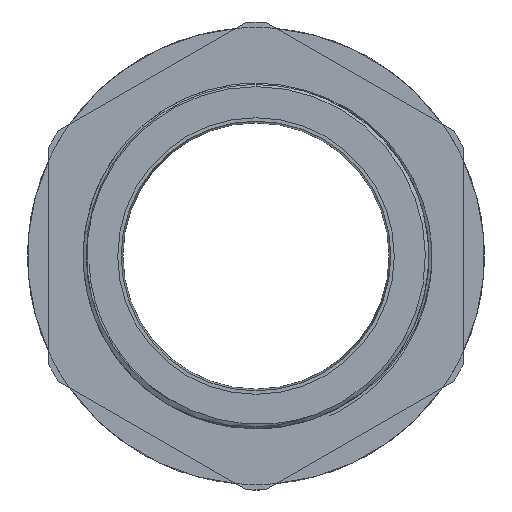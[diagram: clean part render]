
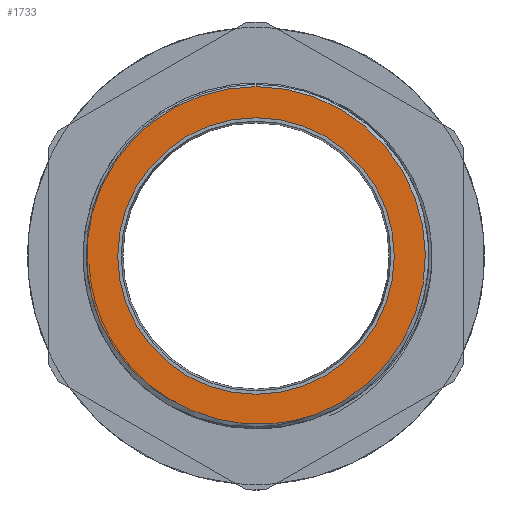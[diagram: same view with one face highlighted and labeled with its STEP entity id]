
A CAD part, front view. The second image highlights one B-rep face of the part: STEP entity #1733.
In plain terms, the highlighted planar face has unit normal (0, -1, 0).
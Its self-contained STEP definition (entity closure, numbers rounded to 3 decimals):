
#29 = CARTESIAN_POINT ( 'NONE',  ( 5.714, -18., -23.82 ) ) ;
#235 = CARTESIAN_POINT ( 'NONE',  ( 0., -18., 20. ) ) ;
#239 = ORIENTED_EDGE ( 'NONE', *, *, #6573, .T. ) ;
#395 = CIRCLE ( 'NONE', #9458, 24.5 ) ;
#447 = CARTESIAN_POINT ( 'NONE',  ( 0., -18., 0. ) ) ;
#714 = CARTESIAN_POINT ( 'NONE',  ( 0., -18., 0. ) ) ;
#739 = CARTESIAN_POINT ( 'NONE',  ( -14.179, -18., -19.723 ) ) ;
#759 = ORIENTED_EDGE ( 'NONE', *, *, #11292, .T. ) ;
#1109 = CARTESIAN_POINT ( 'NONE',  ( 0., -18., 0. ) ) ;
#1157 = CARTESIAN_POINT ( 'NONE',  ( 8.684, -18., -22.909 ) ) ;
#1551 = DIRECTION ( 'NONE',  ( 0., 0., 1. ) ) ;
#1687 = ORIENTED_EDGE ( 'NONE', *, *, #5626, .F. ) ;
#1733 = ADVANCED_FACE ( 'NONE', ( #9144, #3080 ), #12097, .F. ) ;
#1824 = DIRECTION ( 'NONE',  ( 0., 0., -1. ) ) ;
#1848 = CARTESIAN_POINT ( 'NONE',  ( -10.863, -18., -21.695 ) ) ;
#2048 = EDGE_LOOP ( 'NONE', ( #1687, #8551 ) ) ;
#2122 = VERTEX_POINT ( 'NONE', #10802 ) ;
#2192 = DIRECTION ( 'NONE',  ( 0., 0., -1. ) ) ;
#2751 = CARTESIAN_POINT ( 'NONE',  ( 8.684, -18., -22.909 ) ) ;
#2881 = CARTESIAN_POINT ( 'NONE',  ( -21.057, -18., -12.443 ) ) ;
#2898 = EDGE_LOOP ( 'NONE', ( #239, #6574, #11232, #759 ) ) ;
#3080 = FACE_OUTER_BOUND ( 'NONE', #2898, .T. ) ;
#3292 = CARTESIAN_POINT ( 'NONE',  ( -6.52, -18., -23.398 ) ) ;
#3617 = AXIS2_PLACEMENT_3D ( 'NONE', #714, #8314, #1824 ) ;
#3983 = CARTESIAN_POINT ( 'NONE',  ( -19.747, -18., -14.366 ) ) ;
#4394 = CARTESIAN_POINT ( 'NONE',  ( -3.485, -18., -24.054 ) ) ;
#4866 = CIRCLE ( 'NONE', #3617, 20. ) ;
#4974 = CARTESIAN_POINT ( 'NONE',  ( -22.486, -18., -9.727 ) ) ;
#5061 = CARTESIAN_POINT ( 'NONE',  ( -18.262, -18., -16.154 ) ) ;
#5459 = CARTESIAN_POINT ( 'NONE',  ( -1.186, -18., -24.315 ) ) ;
#5626 = EDGE_CURVE ( 'NONE', #7069, #8706, #6782, .T. ) ;
#5845 = CARTESIAN_POINT ( 'NONE',  ( 0., -18., 0. ) ) ;
#6160 = CARTESIAN_POINT ( 'NONE',  ( -16.61, -18., -17.796 ) ) ;
#6227 = VERTEX_POINT ( 'NONE', #10464 ) ;
#6476 = CARTESIAN_POINT ( 'NONE',  ( -9.42, -18., -22.275 ) ) ;
#6573 = EDGE_CURVE ( 'NONE', #2122, #6227, #6629, .T. ) ;
#6574 = ORIENTED_EDGE ( 'NONE', *, *, #7477, .T. ) ;
#6576 = CARTESIAN_POINT ( 'NONE',  ( 2.648, -18., -24.299 ) ) ;
#6629 = B_SPLINE_CURVE_WITH_KNOTS ( 'NONE', 3,
 ( #4974, #12265, #9320, #2881, #10335, #3983, #11315, #5061, #12357, #6160, #13376, #7271, #739, #8333, #1848, #9362 ),
 .UNSPECIFIED., .F., .F.,
 ( 4, 2, 2, 2, 2, 2, 2, 4 ),
 ( 0.03, 0.032, 0.035, 0.037, 0.039, 0.042, 0.044, 0.049 ),
 .UNSPECIFIED. ) ;
#6782 = CIRCLE ( 'NONE', #8213, 20. ) ;
#6956 = DIRECTION ( 'NONE',  ( 0., 0., 1. ) ) ;
#7069 = VERTEX_POINT ( 'NONE', #12159 ) ;
#7072 = B_SPLINE_CURVE_WITH_KNOTS ( 'NONE', 3,
 ( #6476, #13712, #3292, #10688, #4394, #11688, #5459, #12731, #6576, #29, #7652, #1157 ),
 .UNSPECIFIED., .F., .F.,
 ( 4, 2, 2, 2, 2, 4 ),
 ( 0., 0.005, 0.007, 0.009, 0.014, 0.019 ),
 .UNSPECIFIED. ) ;
#7271 = CARTESIAN_POINT ( 'NONE',  ( -14.812, -18., -19.269 ) ) ;
#7477 = EDGE_CURVE ( 'NONE', #6227, #11367, #7072, .T. ) ;
#7652 = CARTESIAN_POINT ( 'NONE',  ( 7.222, -18., -23.435 ) ) ;
#8052 = DIRECTION ( 'NONE',  ( 0., -1., 0. ) ) ;
#8213 = AXIS2_PLACEMENT_3D ( 'NONE', #1109, #8669, #2192 ) ;
#8244 = VERTEX_POINT ( 'NONE', #12672 ) ;
#8314 = DIRECTION ( 'NONE',  ( 0., -1., 0. ) ) ;
#8333 = CARTESIAN_POINT ( 'NONE',  ( -12.232, -18., -20.983 ) ) ;
#8551 = ORIENTED_EDGE ( 'NONE', *, *, #10039, .F. ) ;
#8669 = DIRECTION ( 'NONE',  ( 0., -1., 0. ) ) ;
#8706 = VERTEX_POINT ( 'NONE', #235 ) ;
#9144 = FACE_BOUND ( 'NONE', #2048, .T. ) ;
#9320 = CARTESIAN_POINT ( 'NONE',  ( -21.821, -18., -11.108 ) ) ;
#9362 = CARTESIAN_POINT ( 'NONE',  ( -9.42, -18., -22.275 ) ) ;
#9458 = AXIS2_PLACEMENT_3D ( 'NONE', #447, #8052, #1551 ) ;
#10039 = EDGE_CURVE ( 'NONE', #8706, #7069, #4866, .T. ) ;
#10335 = CARTESIAN_POINT ( 'NONE',  ( -20.642, -18., -13.096 ) ) ;
#10464 = CARTESIAN_POINT ( 'NONE',  ( -9.42, -18., -22.275 ) ) ;
#10688 = CARTESIAN_POINT ( 'NONE',  ( -4.253, -18., -23.917 ) ) ;
#10802 = CARTESIAN_POINT ( 'NONE',  ( -22.486, -18., -9.727 ) ) ;
#11232 = ORIENTED_EDGE ( 'NONE', *, *, #11791, .T. ) ;
#11292 = EDGE_CURVE ( 'NONE', #8244, #2122, #11852, .T. ) ;
#11315 = CARTESIAN_POINT ( 'NONE',  ( -19.27, -18., -14.977 ) ) ;
#11367 = VERTEX_POINT ( 'NONE', #2751 ) ;
#11688 = CARTESIAN_POINT ( 'NONE',  ( -1.952, -18., -24.252 ) ) ;
#11791 = EDGE_CURVE ( 'NONE', #11367, #8244, #395, .T. ) ;
#11852 = CIRCLE ( 'NONE', #11981, 24.5 ) ;
#11981 = AXIS2_PLACEMENT_3D ( 'NONE', #5845, #13082, #6956 ) ;
#12097 = PLANE ( 'NONE',  #12363 ) ;
#12159 = CARTESIAN_POINT ( 'NONE',  ( 0., -18., -20. ) ) ;
#12175 = CARTESIAN_POINT ( 'NONE',  ( 0., -18., 0. ) ) ;
#12221 = DIRECTION ( 'NONE',  ( 0., 1., 0. ) ) ;
#12231 = DIRECTION ( 'NONE',  ( 0., 0., 1. ) ) ;
#12265 = CARTESIAN_POINT ( 'NONE',  ( -22.17, -18., -10.425 ) ) ;
#12357 = CARTESIAN_POINT ( 'NONE',  ( -17.727, -18., -16.72 ) ) ;
#12363 = AXIS2_PLACEMENT_3D ( 'NONE', #12175, #12221, #12231 ) ;
#12672 = CARTESIAN_POINT ( 'NONE',  ( 0., -18., 24.5 ) ) ;
#12731 = CARTESIAN_POINT ( 'NONE',  ( 1.114, -18., -24.391 ) ) ;
#13082 = DIRECTION ( 'NONE',  ( 0., -1., 0. ) ) ;
#13376 = CARTESIAN_POINT ( 'NONE',  ( -16.027, -18., -18.306 ) ) ;
#13712 = CARTESIAN_POINT ( 'NONE',  ( -7.999, -18., -22.906 ) ) ;
